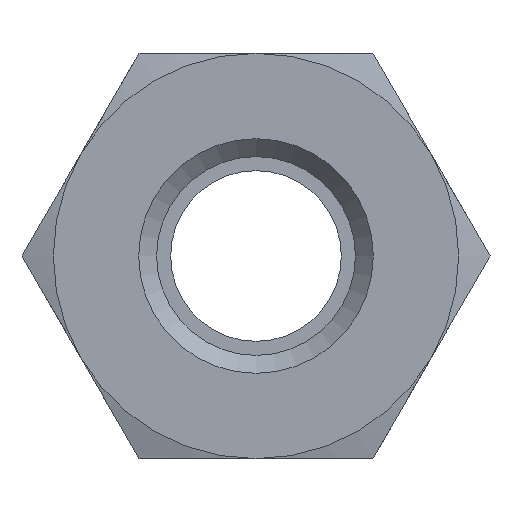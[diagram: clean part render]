
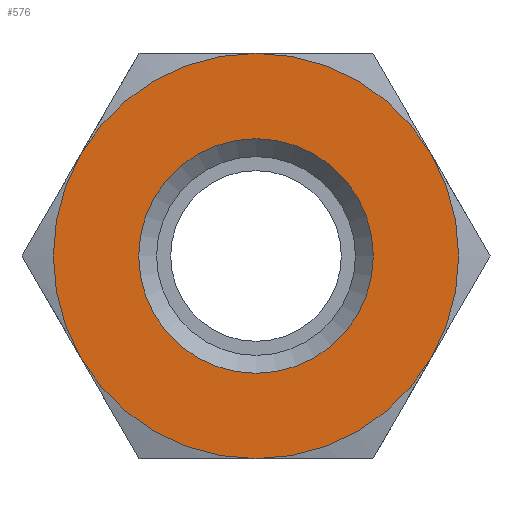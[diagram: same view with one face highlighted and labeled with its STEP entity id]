
A CAD part, left-side view. The second image highlights one B-rep face of the part: STEP entity #576.
In plain terms, the highlighted planar face has unit normal (-1, 0, 0).
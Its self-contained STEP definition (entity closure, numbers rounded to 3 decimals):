
#46=FACE_BOUND('',#159,.T.);
#55=PLANE('',#679);
#125=FACE_OUTER_BOUND('',#158,.T.);
#158=EDGE_LOOP('',(#520,#521,#522,#523,#524,#525));
#159=EDGE_LOOP('',(#526,#527));
#190=CIRCLE('',#635,19.);
#191=CIRCLE('',#637,19.);
#192=CIRCLE('',#639,19.);
#193=CIRCLE('',#641,19.);
#194=CIRCLE('',#643,19.);
#195=CIRCLE('',#645,19.);
#202=CIRCLE('',#659,11.);
#203=CIRCLE('',#660,11.);
#241=VERTEX_POINT('',#936);
#242=VERTEX_POINT('',#940);
#243=VERTEX_POINT('',#946);
#245=VERTEX_POINT('',#956);
#248=VERTEX_POINT('',#967);
#249=VERTEX_POINT('',#976);
#264=VERTEX_POINT('',#1046);
#265=VERTEX_POINT('',#1047);
#309=EDGE_CURVE('',#241,#242,#190,.T.);
#311=EDGE_CURVE('',#242,#243,#191,.T.);
#314=EDGE_CURVE('',#243,#245,#192,.T.);
#318=EDGE_CURVE('',#248,#241,#193,.T.);
#320=EDGE_CURVE('',#245,#249,#194,.T.);
#323=EDGE_CURVE('',#249,#248,#195,.T.);
#344=EDGE_CURVE('',#264,#265,#202,.T.);
#345=EDGE_CURVE('',#265,#264,#203,.T.);
#520=ORIENTED_EDGE('',*,*,#311,.T.);
#521=ORIENTED_EDGE('',*,*,#314,.T.);
#522=ORIENTED_EDGE('',*,*,#320,.T.);
#523=ORIENTED_EDGE('',*,*,#323,.T.);
#524=ORIENTED_EDGE('',*,*,#318,.T.);
#525=ORIENTED_EDGE('',*,*,#309,.T.);
#526=ORIENTED_EDGE('',*,*,#344,.T.);
#527=ORIENTED_EDGE('',*,*,#345,.T.);
#576=ADVANCED_FACE('',(#125,#46),#55,.T.);
#635=AXIS2_PLACEMENT_3D('',#944,#760,#761);
#637=AXIS2_PLACEMENT_3D('',#951,#764,#765);
#639=AXIS2_PLACEMENT_3D('',#961,#768,#769);
#641=AXIS2_PLACEMENT_3D('',#974,#772,#773);
#643=AXIS2_PLACEMENT_3D('',#981,#776,#777);
#645=AXIS2_PLACEMENT_3D('',#990,#780,#781);
#659=AXIS2_PLACEMENT_3D('',#1048,#814,#815);
#660=AXIS2_PLACEMENT_3D('',#1049,#816,#817);
#679=AXIS2_PLACEMENT_3D('',#1085,#861,#862);
#760=DIRECTION('center_axis',(-1.,0.,0.));
#761=DIRECTION('ref_axis',(0.,-1.,0.));
#764=DIRECTION('center_axis',(-1.,0.,0.));
#765=DIRECTION('ref_axis',(0.,-1.,0.));
#768=DIRECTION('center_axis',(-1.,0.,0.));
#769=DIRECTION('ref_axis',(0.,-1.,0.));
#772=DIRECTION('center_axis',(-1.,0.,0.));
#773=DIRECTION('ref_axis',(0.,-1.,0.));
#776=DIRECTION('center_axis',(-1.,0.,0.));
#777=DIRECTION('ref_axis',(0.,-1.,0.));
#780=DIRECTION('center_axis',(-1.,0.,0.));
#781=DIRECTION('ref_axis',(0.,-1.,0.));
#814=DIRECTION('center_axis',(1.,0.,0.));
#815=DIRECTION('ref_axis',(0.,-1.,0.));
#816=DIRECTION('center_axis',(1.,0.,0.));
#817=DIRECTION('ref_axis',(0.,-1.,0.));
#861=DIRECTION('center_axis',(-1.,0.,0.));
#862=DIRECTION('ref_axis',(0.,0.,1.));
#936=CARTESIAN_POINT('',(-41.,-16.454,-9.5));
#940=CARTESIAN_POINT('',(-41.,-16.454,9.5));
#944=CARTESIAN_POINT('Origin',(-41.,0.,0.));
#946=CARTESIAN_POINT('',(-41.,0.,19.));
#951=CARTESIAN_POINT('Origin',(-41.,0.,0.));
#956=CARTESIAN_POINT('',(-41.,16.454,9.5));
#961=CARTESIAN_POINT('Origin',(-41.,0.,0.));
#967=CARTESIAN_POINT('',(-41.,0.,-19.));
#974=CARTESIAN_POINT('Origin',(-41.,0.,0.));
#976=CARTESIAN_POINT('',(-41.,16.454,-9.5));
#981=CARTESIAN_POINT('Origin',(-41.,0.,0.));
#990=CARTESIAN_POINT('Origin',(-41.,0.,0.));
#1046=CARTESIAN_POINT('',(-41.,-11.,0.));
#1047=CARTESIAN_POINT('',(-41.,11.,0.));
#1048=CARTESIAN_POINT('Origin',(-41.,0.,0.));
#1049=CARTESIAN_POINT('Origin',(-41.,0.,0.));
#1085=CARTESIAN_POINT('Origin',(-41.,0.,-40.));
